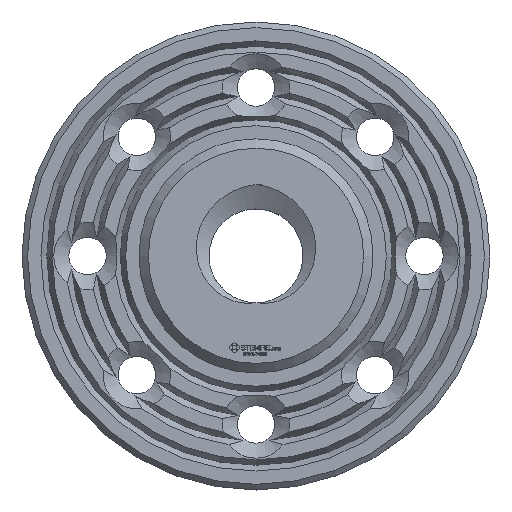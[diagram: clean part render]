
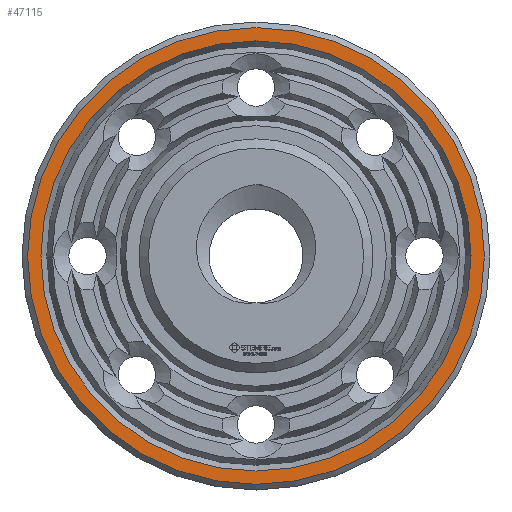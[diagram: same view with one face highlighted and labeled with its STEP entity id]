
A CAD part, top view. The second image highlights one B-rep face of the part: STEP entity #47115.
In plain terms, the highlighted planar face has unit normal (0, 0, 1).
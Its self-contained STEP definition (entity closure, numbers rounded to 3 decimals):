
#34121 = CONICAL_SURFACE('',#34122,11.19,0.54);
#34122 = AXIS2_PLACEMENT_3D('',#34123,#34124,#34125);
#34123 = CARTESIAN_POINT('',(0.,0.,1.063));
#34124 = DIRECTION('',(0.,0.,1.));
#34125 = DIRECTION('',(1.,0.,0.));
#41834 = VERTEX_POINT('',#41835);
#41835 = CARTESIAN_POINT('',(11.49,0.,1.563));
#41856 = EDGE_CURVE('',#41834,#41834,#41857,.T.);
#41857 = SURFACE_CURVE('',#41858,(#41863,#41870),.PCURVE_S1.);
#41858 = CIRCLE('',#41859,11.49);
#41859 = AXIS2_PLACEMENT_3D('',#41860,#41861,#41862);
#41860 = CARTESIAN_POINT('',(0.,0.,1.563));
#41861 = DIRECTION('',(0.,0.,-1.));
#41862 = DIRECTION('',(1.,0.,0.));
#41863 = PCURVE('',#34121,#41864);
#41864 = DEFINITIONAL_REPRESENTATION('',(#41865),#41869);
#41865 = LINE('',#41866,#41867);
#41866 = CARTESIAN_POINT('',(-0.,0.5));
#41867 = VECTOR('',#41868,1.);
#41868 = DIRECTION('',(-1.,0.));
#41869 = ( GEOMETRIC_REPRESENTATION_CONTEXT(2) 
PARAMETRIC_REPRESENTATION_CONTEXT() REPRESENTATION_CONTEXT('2D SPACE',''
  ) );
#41870 = PCURVE('',#41871,#41876);
#41871 = PLANE('',#41872);
#41872 = AXIS2_PLACEMENT_3D('',#41873,#41874,#41875);
#41873 = CARTESIAN_POINT('',(0.,0.,1.563));
#41874 = DIRECTION('',(0.,0.,-1.));
#41875 = DIRECTION('',(1.,0.,0.));
#41876 = DEFINITIONAL_REPRESENTATION('',(#41877),#41881);
#41877 = CIRCLE('',#41878,11.49);
#41878 = AXIS2_PLACEMENT_2D('',#41879,#41880);
#41879 = CARTESIAN_POINT('',(0.,0.));
#41880 = DIRECTION('',(1.,-0.));
#41881 = ( GEOMETRIC_REPRESENTATION_CONTEXT(2) 
PARAMETRIC_REPRESENTATION_CONTEXT() REPRESENTATION_CONTEXT('2D SPACE',''
  ) );
#47115 = ADVANCED_FACE('',(#47116,#47119),#41871,.F.);
#47116 = FACE_BOUND('',#47117,.T.);
#47117 = EDGE_LOOP('',(#47118));
#47118 = ORIENTED_EDGE('',*,*,#41856,.T.);
#47119 = FACE_BOUND('',#47120,.T.);
#47120 = EDGE_LOOP('',(#47121));
#47121 = ORIENTED_EDGE('',*,*,#47122,.F.);
#47122 = EDGE_CURVE('',#47123,#47123,#47125,.T.);
#47123 = VERTEX_POINT('',#47124);
#47124 = CARTESIAN_POINT('',(12.2,0.,1.563));
#47125 = SURFACE_CURVE('',#47126,(#47131,#47138),.PCURVE_S1.);
#47126 = CIRCLE('',#47127,12.2);
#47127 = AXIS2_PLACEMENT_3D('',#47128,#47129,#47130);
#47128 = CARTESIAN_POINT('',(0.,0.,1.563));
#47129 = DIRECTION('',(0.,0.,-1.));
#47130 = DIRECTION('',(1.,0.,0.));
#47131 = PCURVE('',#41871,#47132);
#47132 = DEFINITIONAL_REPRESENTATION('',(#47133),#47137);
#47133 = CIRCLE('',#47134,12.2);
#47134 = AXIS2_PLACEMENT_2D('',#47135,#47136);
#47135 = CARTESIAN_POINT('',(0.,0.));
#47136 = DIRECTION('',(1.,-0.));
#47137 = ( GEOMETRIC_REPRESENTATION_CONTEXT(2) 
PARAMETRIC_REPRESENTATION_CONTEXT() REPRESENTATION_CONTEXT('2D SPACE',''
  ) );
#47138 = PCURVE('',#47139,#47144);
#47139 = CONICAL_SURFACE('',#47140,12.2,0.785);
#47140 = AXIS2_PLACEMENT_3D('',#47141,#47142,#47143);
#47141 = CARTESIAN_POINT('',(0.,0.,1.563));
#47142 = DIRECTION('',(0.,0.,-1.));
#47143 = DIRECTION('',(1.,0.,0.));
#47144 = DEFINITIONAL_REPRESENTATION('',(#47145),#47149);
#47145 = LINE('',#47146,#47147);
#47146 = CARTESIAN_POINT('',(0.,0.));
#47147 = VECTOR('',#47148,1.);
#47148 = DIRECTION('',(1.,0.));
#47149 = ( GEOMETRIC_REPRESENTATION_CONTEXT(2) 
PARAMETRIC_REPRESENTATION_CONTEXT() REPRESENTATION_CONTEXT('2D SPACE',''
  ) );
